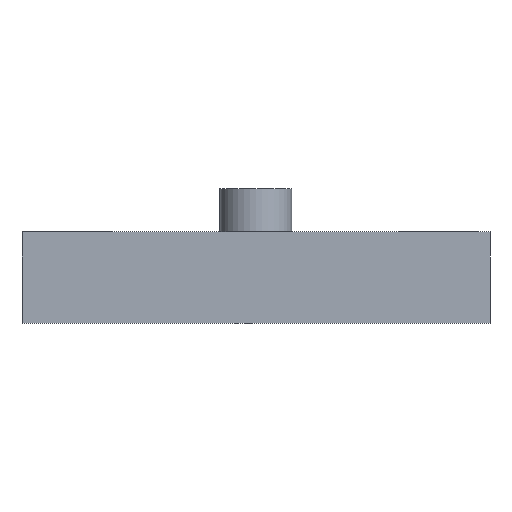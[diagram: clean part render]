
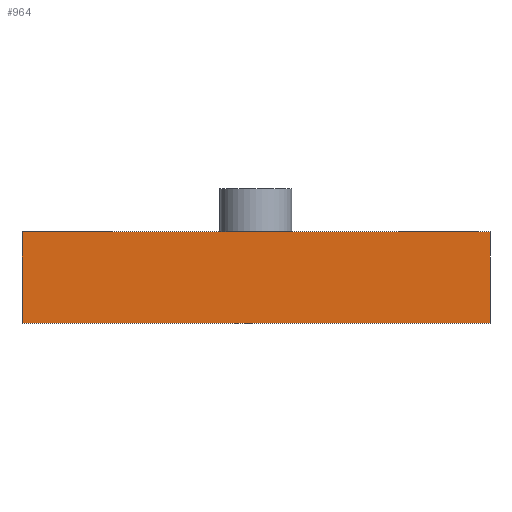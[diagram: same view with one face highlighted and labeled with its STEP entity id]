
A CAD part, front view. The second image highlights one B-rep face of the part: STEP entity #964.
In plain terms, the highlighted planar face has unit normal (0, -1, 0).
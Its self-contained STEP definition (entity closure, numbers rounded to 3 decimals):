
#50 = FACE_OUTER_BOUND ( 'NONE', #3207, .T. ) ;
#99 = EDGE_CURVE ( 'NONE', #2800, #1221, #431, .T. ) ;
#210 = DIRECTION ( 'NONE',  ( 1., 0., 0. ) ) ;
#290 = DIRECTION ( 'NONE',  ( 0., -1., 0. ) ) ;
#431 = LINE ( 'NONE', #3195, #1203 ) ;
#479 = LINE ( 'NONE', #1581, #2988 ) ;
#542 = CARTESIAN_POINT ( 'NONE',  ( 6.5, 0., 0. ) ) ;
#572 = EDGE_CURVE ( 'NONE', #1684, #2800, #2806, .T. ) ;
#576 = DIRECTION ( 'NONE',  ( 0., 0., 1. ) ) ;
#766 = CARTESIAN_POINT ( 'NONE',  ( 0., 0., 0. ) ) ;
#851 = CARTESIAN_POINT ( 'NONE',  ( 6.5, 0., -1.27 ) ) ;
#869 = ORIENTED_EDGE ( 'NONE', *, *, #3387, .F. ) ;
#964 = ADVANCED_FACE ( 'NONE', ( #50 ), #1156, .T. ) ;
#1156 = PLANE ( 'NONE',  #1237 ) ;
#1203 = VECTOR ( 'NONE', #2555, 1000. ) ;
#1221 = VERTEX_POINT ( 'NONE', #3366 ) ;
#1237 = AXIS2_PLACEMENT_3D ( 'NONE', #2529, #290, #3342 ) ;
#1357 = VERTEX_POINT ( 'NONE', #766 ) ;
#1581 = CARTESIAN_POINT ( 'NONE',  ( 0., 0., 0. ) ) ;
#1684 = VERTEX_POINT ( 'NONE', #542 ) ;
#1807 = ORIENTED_EDGE ( 'NONE', *, *, #572, .F. ) ;
#1992 = DIRECTION ( 'NONE',  ( 0., 0., -1. ) ) ;
#2173 = ORIENTED_EDGE ( 'NONE', *, *, #3438, .F. ) ;
#2375 = VECTOR ( 'NONE', #576, 1000. ) ;
#2529 = CARTESIAN_POINT ( 'NONE',  ( 0., 0., 0. ) ) ;
#2555 = DIRECTION ( 'NONE',  ( -1., 0., 0. ) ) ;
#2691 = VECTOR ( 'NONE', #1992, 1000. ) ;
#2731 = ORIENTED_EDGE ( 'NONE', *, *, #99, .F. ) ;
#2800 = VERTEX_POINT ( 'NONE', #851 ) ;
#2806 = LINE ( 'NONE', #3418, #2691 ) ;
#2988 = VECTOR ( 'NONE', #210, 1000. ) ;
#3195 = CARTESIAN_POINT ( 'NONE',  ( 0., 0., -1.27 ) ) ;
#3207 = EDGE_LOOP ( 'NONE', ( #2173, #2731, #1807, #869 ) ) ;
#3278 = LINE ( 'NONE', #3336, #2375 ) ;
#3336 = CARTESIAN_POINT ( 'NONE',  ( 0., 0., 0. ) ) ;
#3342 = DIRECTION ( 'NONE',  ( 0., 0., -1. ) ) ;
#3366 = CARTESIAN_POINT ( 'NONE',  ( 0., 0., -1.27 ) ) ;
#3387 = EDGE_CURVE ( 'NONE', #1357, #1684, #479, .T. ) ;
#3418 = CARTESIAN_POINT ( 'NONE',  ( 6.5, 0., 0. ) ) ;
#3438 = EDGE_CURVE ( 'NONE', #1221, #1357, #3278, .T. ) ;
